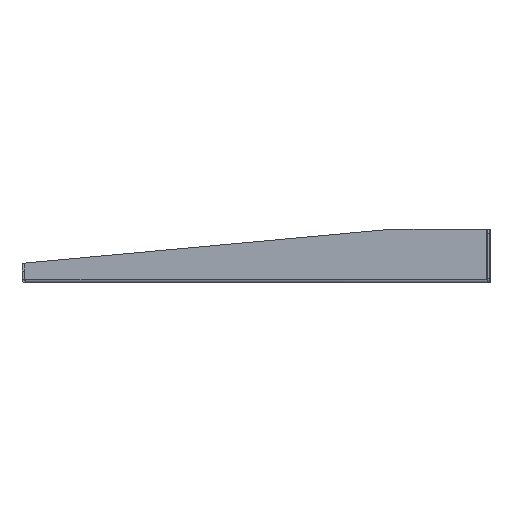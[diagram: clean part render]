
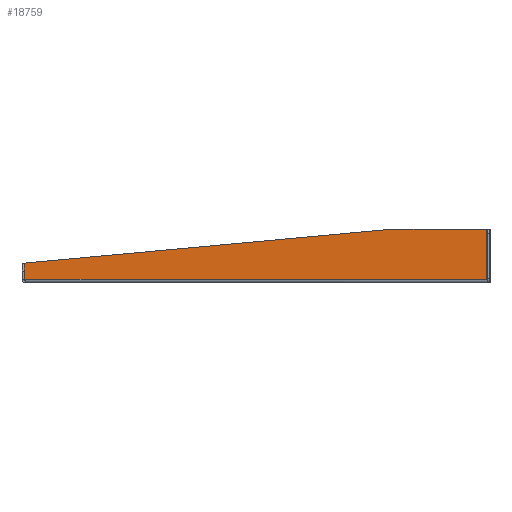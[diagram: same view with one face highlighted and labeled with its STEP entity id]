
A CAD part, left-side view. The second image highlights one B-rep face of the part: STEP entity #18759.
In plain terms, the highlighted planar face has unit normal (-1, 0, 0).
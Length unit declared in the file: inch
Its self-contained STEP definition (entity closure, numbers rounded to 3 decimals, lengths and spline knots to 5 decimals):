
#398 = DIRECTION ( 'NONE',  ( 0., 0., 1. ) ) ;
#928 = VECTOR ( 'NONE', #10226, 39.37008 ) ;
#1907 = ORIENTED_EDGE ( 'NONE', *, *, #12245, .T. ) ;
#2096 = VERTEX_POINT ( 'NONE', #19848 ) ;
#2117 = AXIS2_PLACEMENT_3D ( 'NONE', #16703, #16608, #18210 ) ;
#2167 = VERTEX_POINT ( 'NONE', #4401 ) ;
#2273 = DIRECTION ( 'NONE',  ( 0., 0.707, -0.707 ) ) ;
#2327 = EDGE_CURVE ( 'NONE', #2096, #19045, #2568, .T. ) ;
#2568 = LINE ( 'NONE', #6779, #8237 ) ;
#2755 = PLANE ( 'NONE',  #2117 ) ;
#2927 = DIRECTION ( 'NONE',  ( 0., 0., 1. ) ) ;
#3416 = ORIENTED_EDGE ( 'NONE', *, *, #14829, .T. ) ;
#3478 = DIRECTION ( 'NONE',  ( 0., 0., 1. ) ) ;
#3855 = ORIENTED_EDGE ( 'NONE', *, *, #12385, .T. ) ;
#3894 = EDGE_CURVE ( 'NONE', #19045, #13959, #9845, .T. ) ;
#3914 = CARTESIAN_POINT ( 'NONE',  ( -8.75, 7.39192, 0.11665 ) ) ;
#4076 = DIRECTION ( 'NONE',  ( 0., 0., -1. ) ) ;
#4083 = ORIENTED_EDGE ( 'NONE', *, *, #9539, .F. ) ;
#4401 = CARTESIAN_POINT ( 'NONE',  ( -8.75, 7.3263, 0.6377 ) ) ;
#4625 = EDGE_CURVE ( 'NONE', #4889, #2167, #6926, .T. ) ;
#4889 = VERTEX_POINT ( 'NONE', #12819 ) ;
#5106 = LINE ( 'NONE', #7533, #9719 ) ;
#5134 = LINE ( 'NONE', #14085, #6273 ) ;
#5166 = CARTESIAN_POINT ( 'NONE',  ( -8.75, 7.40151, 0.06249 ) ) ;
#5465 = VERTEX_POINT ( 'NONE', #8055 ) ;
#5845 = ORIENTED_EDGE ( 'NONE', *, *, #3894, .T. ) ;
#6273 = VECTOR ( 'NONE', #8048, 39.37008 ) ;
#6615 = VECTOR ( 'NONE', #2273, 39.37008 ) ;
#6779 = CARTESIAN_POINT ( 'NONE',  ( -8.75, 7.39192, 0.072 ) ) ;
#6926 = LINE ( 'NONE', #15979, #11615 ) ;
#7331 = VECTOR ( 'NONE', #398, 39.37008 ) ;
#7399 = CARTESIAN_POINT ( 'NONE',  ( -8.75, -7.464, 1.718 ) ) ;
#7533 = CARTESIAN_POINT ( 'NONE',  ( -8.75, -7.428, 0.06249 ) ) ;
#8048 = DIRECTION ( 'NONE',  ( 0., 1., 0. ) ) ;
#8055 = CARTESIAN_POINT ( 'NONE',  ( -8.75, -7.428, 0.10808 ) ) ;
#8079 = DIRECTION ( 'NONE',  ( 1., 0., 0. ) ) ;
#8195 = ORIENTED_EDGE ( 'NONE', *, *, #2327, .T. ) ;
#8237 = VECTOR ( 'NONE', #4076, 39.37008 ) ;
#8708 = EDGE_CURVE ( 'NONE', #2167, #2096, #9701, .T. ) ;
#9539 = EDGE_CURVE ( 'NONE', #13943, #13959, #5134, .T. ) ;
#9701 = LINE ( 'NONE', #17337, #6615 ) ;
#9719 = VECTOR ( 'NONE', #2927, 39.37008 ) ;
#9845 = CIRCLE ( 'NONE', #12422, 0.055 ) ;
#10226 = DIRECTION ( 'NONE',  ( 0., 1., 0. ) ) ;
#11615 = VECTOR ( 'NONE', #19173, 39.37008 ) ;
#11799 = FACE_OUTER_BOUND ( 'NONE', #15679, .T. ) ;
#11907 = CARTESIAN_POINT ( 'NONE',  ( -8.75, -7.428, 1.718 ) ) ;
#12245 = EDGE_CURVE ( 'NONE', #12654, #4889, #13636, .T. ) ;
#12385 = EDGE_CURVE ( 'NONE', #13943, #5465, #17044, .T. ) ;
#12422 = AXIS2_PLACEMENT_3D ( 'NONE', #5166, #8079, #3478 ) ;
#12654 = VERTEX_POINT ( 'NONE', #11907 ) ;
#12819 = CARTESIAN_POINT ( 'NONE',  ( -8.75, -4.389, 1.718 ) ) ;
#13421 = CARTESIAN_POINT ( 'NONE',  ( -8.75, -7.428, 0.108 ) ) ;
#13636 = LINE ( 'NONE', #7399, #928 ) ;
#13933 = CARTESIAN_POINT ( 'NONE',  ( -8.75, -7.428, 0.10808 ) ) ;
#13943 = VERTEX_POINT ( 'NONE', #13421 ) ;
#13959 = VERTEX_POINT ( 'NONE', #16330 ) ;
#14085 = CARTESIAN_POINT ( 'NONE',  ( -8.75, -7.464, 0.108 ) ) ;
#14829 = EDGE_CURVE ( 'NONE', #5465, #12654, #5106, .T. ) ;
#15679 = EDGE_LOOP ( 'NONE', ( #17713, #8195, #5845, #4083, #3855, #3416, #1907, #19000 ) ) ;
#15979 = CARTESIAN_POINT ( 'NONE',  ( -8.75, 7.51543, 0.62026 ) ) ;
#16330 = CARTESIAN_POINT ( 'NONE',  ( -8.75, 7.37063, 0.108 ) ) ;
#16608 = DIRECTION ( 'NONE',  ( -1., 0., 0. ) ) ;
#16703 = CARTESIAN_POINT ( 'NONE',  ( -8.75, 7.464, 0.06249 ) ) ;
#17044 = LINE ( 'NONE', #13933, #7331 ) ;
#17337 = CARTESIAN_POINT ( 'NONE',  ( -8.75, 7.3263, 0.6377 ) ) ;
#17713 = ORIENTED_EDGE ( 'NONE', *, *, #8708, .T. ) ;
#18210 = DIRECTION ( 'NONE',  ( 0., 0., 1. ) ) ;
#18759 = ADVANCED_FACE ( 'NONE', ( #11799 ), #2755, .T. ) ;
#19000 = ORIENTED_EDGE ( 'NONE', *, *, #4625, .T. ) ;
#19045 = VERTEX_POINT ( 'NONE', #3914 ) ;
#19173 = DIRECTION ( 'NONE',  ( 0., 0.996, -0.092 ) ) ;
#19848 = CARTESIAN_POINT ( 'NONE',  ( -8.75, 7.39192, 0.57208 ) ) ;
